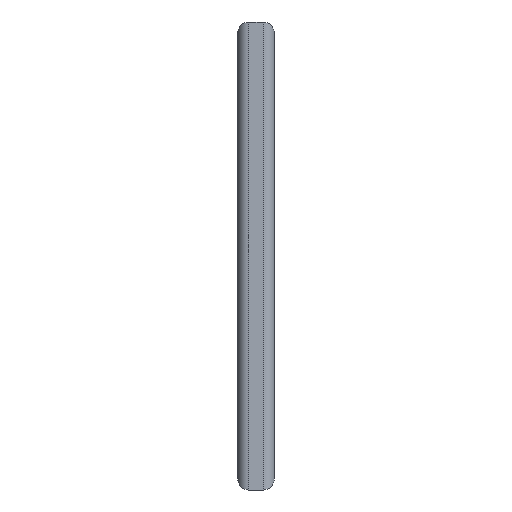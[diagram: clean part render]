
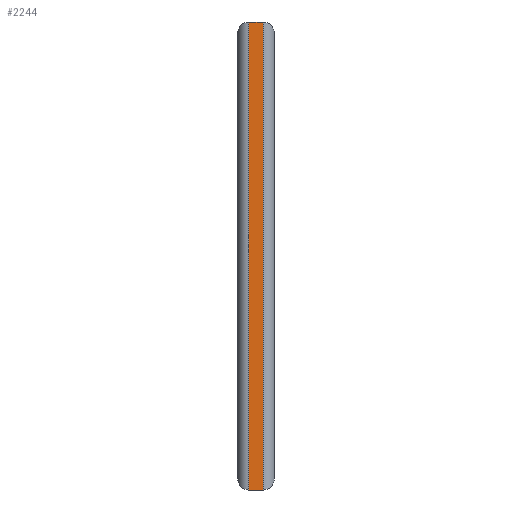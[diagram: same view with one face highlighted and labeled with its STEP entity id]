
A CAD part, left-side view. The second image highlights one B-rep face of the part: STEP entity #2244.
In plain terms, the highlighted planar face has unit normal (-1, 0, 0).
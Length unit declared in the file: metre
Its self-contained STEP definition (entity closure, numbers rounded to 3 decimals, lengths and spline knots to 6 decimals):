
#162=ORIENTED_EDGE('',*,*,#816,.T.);
#163=ORIENTED_EDGE('',*,*,#818,.T.);
#164=ORIENTED_EDGE('',*,*,#819,.F.);
#165=ORIENTED_EDGE('',*,*,#820,.T.);
#816=EDGE_CURVE('',#1145,#1144,#1346,.T.);
#818=EDGE_CURVE('',#1144,#1146,#1348,.T.);
#819=EDGE_CURVE('',#1147,#1146,#1349,.T.);
#820=EDGE_CURVE('',#1147,#1145,#1350,.F.);
#1144=VERTEX_POINT('',#3342);
#1145=VERTEX_POINT('',#3344);
#1146=VERTEX_POINT('',#3348);
#1147=VERTEX_POINT('',#3350);
#1346=LINE('',#3343,#1632);
#1348=LINE('',#3347,#1634);
#1349=LINE('',#3349,#1635);
#1350=LINE('',#3351,#1636);
#1632=VECTOR('',#2653,1.);
#1634=VECTOR('',#2657,1.);
#1635=VECTOR('',#2658,1.);
#1636=VECTOR('',#2659,1.);
#1861=EDGE_LOOP('',(#162,#163,#164,#165));
#2005=FACE_BOUND('',#1861,.T.);
#2140=PLANE('',#2399);
#2244=ADVANCED_FACE('',(#2005),#2140,.F.);
#2399=AXIS2_PLACEMENT_3D('',#3346,#2655,#2656);
#2653=DIRECTION('',(0.,1.,0.));
#2655=DIRECTION('',(1.,0.,0.));
#2656=DIRECTION('',(0.,0.,-1.));
#2657=DIRECTION('',(0.,0.,-1.));
#2658=DIRECTION('',(0.,1.,0.));
#2659=DIRECTION('',(0.,0.,-1.));
#3342=CARTESIAN_POINT('',(-0.0381,-0.000613,0.0127));
#3343=CARTESIAN_POINT('',(-0.0381,-0.002,0.0127));
#3344=CARTESIAN_POINT('',(-0.0381,-0.001387,0.0127));
#3346=CARTESIAN_POINT('',(-0.0381,-0.002,0.));
#3347=CARTESIAN_POINT('',(-0.0381,-0.000613,0.));
#3348=CARTESIAN_POINT('',(-0.0381,-0.000613,-0.0127));
#3349=CARTESIAN_POINT('',(-0.0381,-0.002,-0.0127));
#3350=CARTESIAN_POINT('',(-0.0381,-0.001387,-0.0127));
#3351=CARTESIAN_POINT('',(-0.0381,-0.001387,0.0127));
